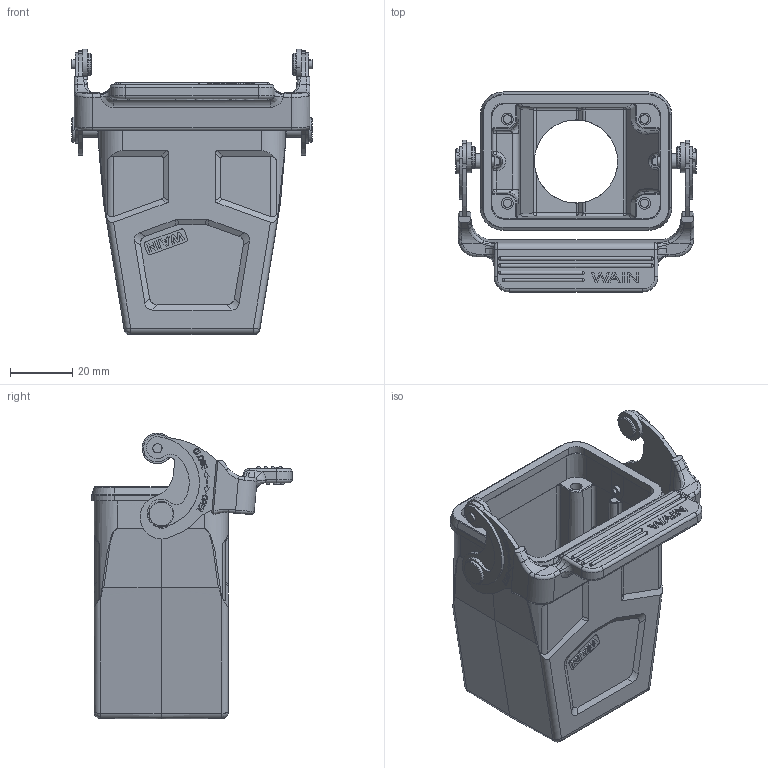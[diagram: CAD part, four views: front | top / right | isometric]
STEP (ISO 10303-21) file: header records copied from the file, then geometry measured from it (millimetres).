
FILE_DESCRIPTION((''),'2;1');
FILE_NAME('3D_1111067215003_W6B-CCTH-1_SC-','2017-10-11T',('sy.ji'),(''),'PRO/ENGINEER BY PARAMETRIC TECHNOLOGY CORPORATION, 2014310','PRO/ENGINEER BY PARAMETRIC TECHNOLOGY CORPORATION, 2014310','');
FILE_SCHEMA(('CONFIG_CONTROL_DESIGN'));
Products named in the file (1): 3D_1111067215003_W6B-CCTH-1_SC-
Bounding box: 77 x 64.23 x 91.74 mm (x, y, z)
Volume: 69191.5 mm3; surface area: 38148.7 mm2
Topology: 1 solids, 31 shells, 1315 faces, 3573 edges, 2330 vertices
Faces by surface type: plane 586, cylinder 281, extrusion 262, bspline 59, torus 45, sphere 44, cone 34, revolution 4
Entity records: 48705 total; most frequent: CARTESIAN_POINT 16047, ORIENTED_EDGE 6960, DIRECTION 5677, EDGE_CURVE 3518, VERTEX_POINT 2330, VECTOR 2195, LINE 1933, AXIS2_PLACEMENT_3D 1739
